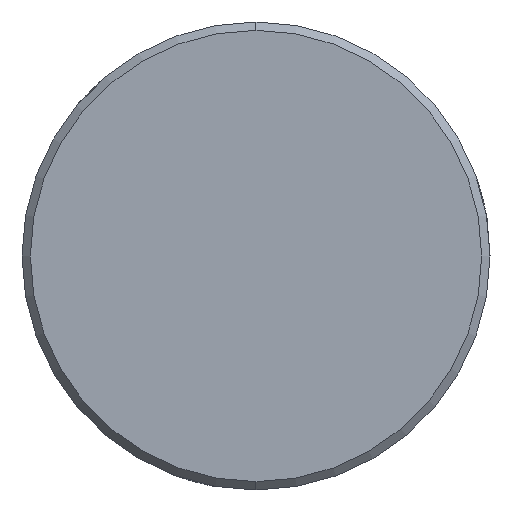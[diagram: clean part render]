
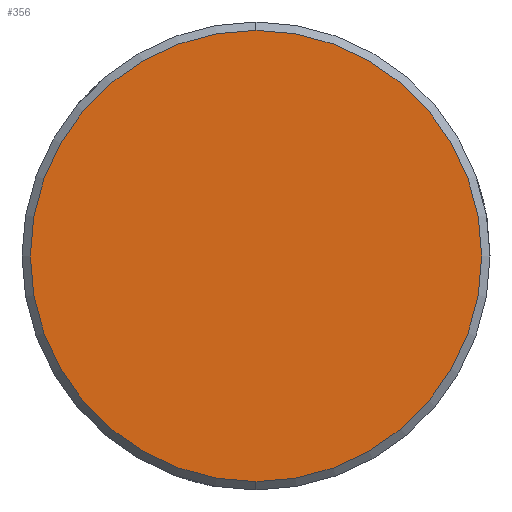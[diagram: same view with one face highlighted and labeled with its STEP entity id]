
A CAD part, left-side view. The second image highlights one B-rep face of the part: STEP entity #356.
In plain terms, the highlighted planar face has unit normal (-1, 0, 0).
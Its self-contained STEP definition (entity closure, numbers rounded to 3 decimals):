
#16 = DIRECTION ( 'NONE',  ( -1., 0., 0. ) ) ;
#33 = FACE_OUTER_BOUND ( 'NONE', #173, .T. ) ;
#72 = EDGE_CURVE ( 'NONE', #545, #749, #1113, .T. ) ;
#136 = PLANE ( 'NONE',  #560 ) ;
#173 = EDGE_LOOP ( 'NONE', ( #203, #1101 ) ) ;
#203 = ORIENTED_EDGE ( 'NONE', *, *, #1040, .T. ) ;
#250 = AXIS2_PLACEMENT_3D ( 'NONE', #1087, #16, #441 ) ;
#356 = ADVANCED_FACE ( 'NONE', ( #33 ), #136, .T. ) ;
#441 = DIRECTION ( 'NONE',  ( 0., 0., -1. ) ) ;
#541 = CARTESIAN_POINT ( 'NONE',  ( -207.1, 0., 0. ) ) ;
#545 = VERTEX_POINT ( 'NONE', #872 ) ;
#560 = AXIS2_PLACEMENT_3D ( 'NONE', #761, #926, #751 ) ;
#578 = CARTESIAN_POINT ( 'NONE',  ( -207.1, 0., -13.5 ) ) ;
#749 = VERTEX_POINT ( 'NONE', #578 ) ;
#751 = DIRECTION ( 'NONE',  ( 0., 0., 1. ) ) ;
#761 = CARTESIAN_POINT ( 'NONE',  ( -207.1, -13.662, -13.662 ) ) ;
#839 = AXIS2_PLACEMENT_3D ( 'NONE', #541, #901, #914 ) ;
#872 = CARTESIAN_POINT ( 'NONE',  ( -207.1, 0., 13.5 ) ) ;
#880 = CIRCLE ( 'NONE', #839, 13.5 ) ;
#901 = DIRECTION ( 'NONE',  ( -1., 0., 0. ) ) ;
#914 = DIRECTION ( 'NONE',  ( 0., 0., -1. ) ) ;
#926 = DIRECTION ( 'NONE',  ( -1., 0., 0. ) ) ;
#1040 = EDGE_CURVE ( 'NONE', #749, #545, #880, .T. ) ;
#1087 = CARTESIAN_POINT ( 'NONE',  ( -207.1, 0., 0. ) ) ;
#1101 = ORIENTED_EDGE ( 'NONE', *, *, #72, .T. ) ;
#1113 = CIRCLE ( 'NONE', #250, 13.5 ) ;
